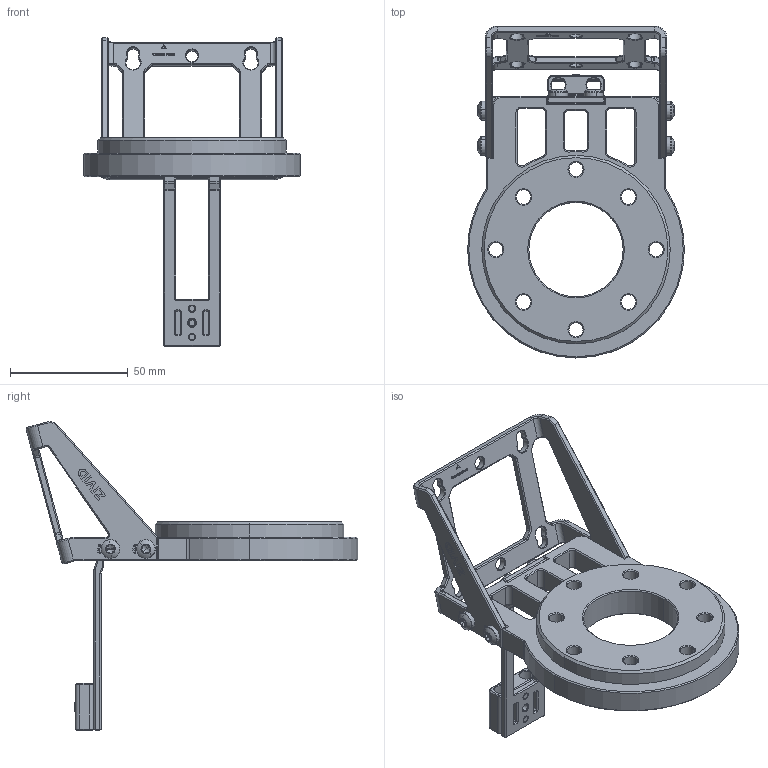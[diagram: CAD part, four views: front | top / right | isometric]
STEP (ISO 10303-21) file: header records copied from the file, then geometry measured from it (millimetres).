
FILE_DESCRIPTION (( 'STEP AP214' ), '1' );
FILE_NAME ('Zivid On-Arm OA221.STEP', '2022-01-31T13:11:47', ( '' ), ( '' ), 'SwSTEP 2.0', 'SolidWorks 2021', '' );
FILE_SCHEMA (( 'AUTOMOTIVE_DESIGN' ));
Length unit declared in the file: millimetre
Products named in the file (1): Zivid On-Arm OA221
Bounding box: 92 x 140.81 x 131.08 mm (x, y, z)
Volume: 89355.8 mm3; surface area: 41548.3 mm2
Topology: 10 solids, 10 shells, 1838 faces, 4460 edges, 2666 vertices
Faces by surface type: plane 797, cylinder 409, cone 404, bspline 170, torus 58
Entity records: 76640 total; most frequent: CARTESIAN_POINT 14757, ORIENTED_EDGE 8816, DIRECTION 8385, EDGE_CURVE 4408, AXIS2_PLACEMENT_3D 3178, VERTEX_POINT 2666, VECTOR 2029, LINE 2029
